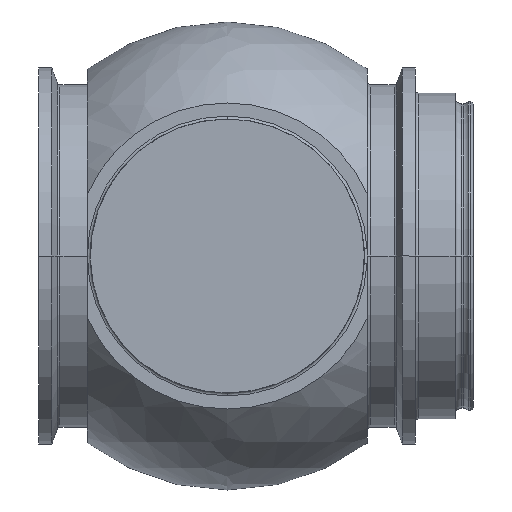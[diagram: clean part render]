
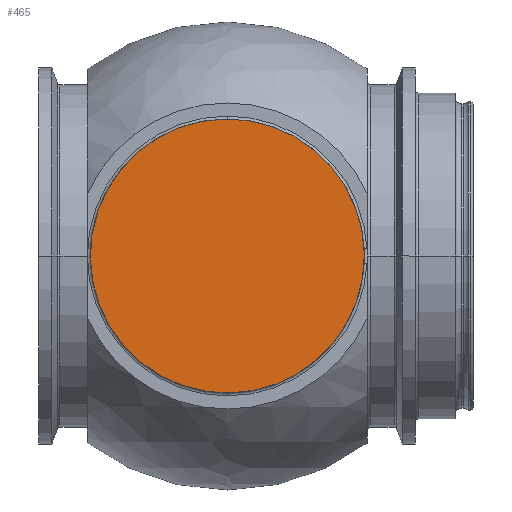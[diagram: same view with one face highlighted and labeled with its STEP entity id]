
A CAD part, left-side view. The second image highlights one B-rep face of the part: STEP entity #465.
In plain terms, the highlighted planar face has unit normal (-1, 0, 0).
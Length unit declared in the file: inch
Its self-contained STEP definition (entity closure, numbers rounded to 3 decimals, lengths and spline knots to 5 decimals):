
#57 = VERTEX_POINT ( 'NONE', #1766 ) ;
#124 = EDGE_CURVE ( 'NONE', #57, #1392, #1623, .T. ) ;
#355 = ORIENTED_EDGE ( 'NONE', *, *, #497, .F. ) ;
#376 = PLANE ( 'NONE',  #1413 ) ;
#455 = AXIS2_PLACEMENT_3D ( 'NONE', #1029, #980, #972 ) ;
#465 = ADVANCED_FACE ( 'NONE', ( #1329 ), #376, .F. ) ;
#497 = EDGE_CURVE ( 'NONE', #1392, #57, #1309, .T. ) ;
#501 = CARTESIAN_POINT ( 'NONE',  ( -4.01, 2.693, 0. ) ) ;
#783 = CARTESIAN_POINT ( 'NONE',  ( -4.01, 1.55783, 0.98051 ) ) ;
#853 = EDGE_LOOP ( 'NONE', ( #355, #902 ) ) ;
#902 = ORIENTED_EDGE ( 'NONE', *, *, #124, .F. ) ;
#972 = DIRECTION ( 'NONE',  ( 0., -0.757, 0.654 ) ) ;
#980 = DIRECTION ( 'NONE',  ( 1., 0., 0. ) ) ;
#1029 = CARTESIAN_POINT ( 'NONE',  ( -4.01, 2.693, 0. ) ) ;
#1309 = CIRCLE ( 'NONE', #1395, 1.5 ) ;
#1319 = DIRECTION ( 'NONE',  ( 0., -0.757, 0.654 ) ) ;
#1329 = FACE_OUTER_BOUND ( 'NONE', #853, .T. ) ;
#1375 = DIRECTION ( 'NONE',  ( 1., 0., 0. ) ) ;
#1392 = VERTEX_POINT ( 'NONE', #783 ) ;
#1395 = AXIS2_PLACEMENT_3D ( 'NONE', #1505, #1375, #1319 ) ;
#1413 = AXIS2_PLACEMENT_3D ( 'NONE', #501, #1699, #1585 ) ;
#1505 = CARTESIAN_POINT ( 'NONE',  ( -4.01, 2.693, 0. ) ) ;
#1585 = DIRECTION ( 'NONE',  ( 0., -0.757, 0.654 ) ) ;
#1623 = CIRCLE ( 'NONE', #455, 1.5 ) ;
#1699 = DIRECTION ( 'NONE',  ( 1., 0., 0. ) ) ;
#1766 = CARTESIAN_POINT ( 'NONE',  ( -4.01, 3.82817, -0.98051 ) ) ;
